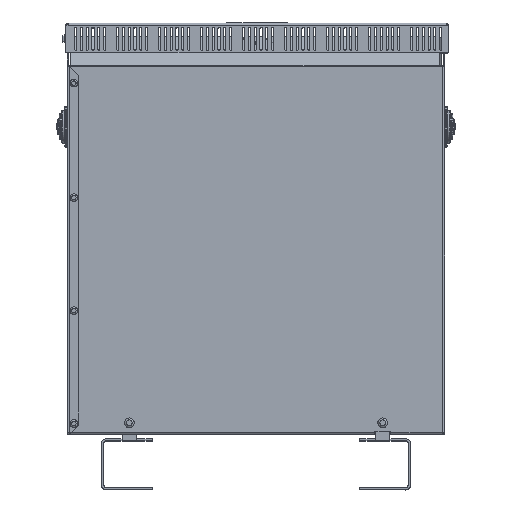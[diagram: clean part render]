
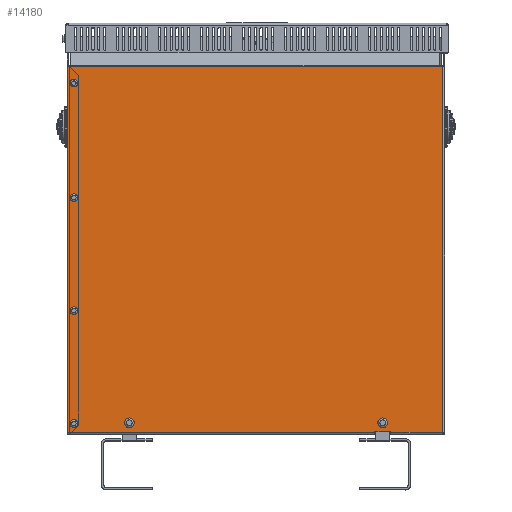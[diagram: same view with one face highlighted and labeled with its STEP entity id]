
A CAD part, top view. The second image highlights one B-rep face of the part: STEP entity #14180.
In plain terms, the highlighted planar face has unit normal (0, 0, 1).
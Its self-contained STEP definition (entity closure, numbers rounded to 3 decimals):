
#266=FACE_BOUND('',#2524,.T.);
#267=FACE_BOUND('',#2525,.T.);
#268=FACE_BOUND('',#2526,.T.);
#269=FACE_BOUND('',#2527,.T.);
#270=FACE_BOUND('',#2528,.T.);
#271=FACE_BOUND('',#2529,.T.);
#626=CIRCLE('',#15085,2.6);
#628=CIRCLE('',#15088,2.6);
#630=CIRCLE('',#15091,2.6);
#632=CIRCLE('',#15094,2.6);
#635=CIRCLE('',#15098,4.);
#637=CIRCLE('',#15101,4.);
#1685=FACE_OUTER_BOUND('',#2523,.T.);
#2523=EDGE_LOOP('',(#10095,#10096,#10097,#10098,#10099,#10100,#10101,#10102));
#2524=EDGE_LOOP('',(#10103));
#2525=EDGE_LOOP('',(#10104));
#2526=EDGE_LOOP('',(#10105));
#2527=EDGE_LOOP('',(#10106));
#2528=EDGE_LOOP('',(#10107));
#2529=EDGE_LOOP('',(#10108));
#3556=LINE('',#20966,#4899);
#3563=LINE('',#20982,#4906);
#3569=LINE('',#20997,#4912);
#3575=LINE('',#21010,#4918);
#3578=LINE('',#21019,#4921);
#3677=LINE('',#21276,#5020);
#3698=LINE('',#21327,#5041);
#3699=LINE('',#21331,#5042);
#4899=VECTOR('',#16683,10.);
#4906=VECTOR('',#16694,10.);
#4912=VECTOR('',#16706,10.);
#4918=VECTOR('',#16716,10.);
#4921=VECTOR('',#16725,10.);
#5020=VECTOR('',#16980,10.);
#5041=VECTOR('',#17053,10.);
#5042=VECTOR('',#17060,10.);
#6260=VERTEX_POINT('',#20932);
#6262=VERTEX_POINT('',#20937);
#6264=VERTEX_POINT('',#20942);
#6266=VERTEX_POINT('',#20947);
#6269=VERTEX_POINT('',#20954);
#6271=VERTEX_POINT('',#20959);
#6272=VERTEX_POINT('',#20962);
#6274=VERTEX_POINT('',#20965);
#6281=VERTEX_POINT('',#20981);
#6283=VERTEX_POINT('',#20986);
#6292=VERTEX_POINT('',#21009);
#6295=VERTEX_POINT('',#21017);
#6323=VERTEX_POINT('',#21110);
#6375=VERTEX_POINT('',#21275);
#7631=EDGE_CURVE('',#6260,#6260,#626,.T.);
#7633=EDGE_CURVE('',#6262,#6262,#628,.T.);
#7635=EDGE_CURVE('',#6264,#6264,#630,.T.);
#7637=EDGE_CURVE('',#6266,#6266,#632,.T.);
#7640=EDGE_CURVE('',#6269,#6269,#635,.T.);
#7642=EDGE_CURVE('',#6271,#6271,#637,.T.);
#7644=EDGE_CURVE('',#6274,#6272,#3556,.T.);
#7652=EDGE_CURVE('',#6281,#6274,#3563,.T.);
#7660=EDGE_CURVE('',#6283,#6281,#3569,.T.);
#7666=EDGE_CURVE('',#6292,#6283,#3575,.T.);
#7671=EDGE_CURVE('',#6272,#6295,#3578,.T.);
#7799=EDGE_CURVE('',#6292,#6375,#3677,.T.);
#7824=EDGE_CURVE('',#6323,#6375,#3698,.T.);
#7826=EDGE_CURVE('',#6295,#6323,#3699,.T.);
#10095=ORIENTED_EDGE('',*,*,#7644,.T.);
#10096=ORIENTED_EDGE('',*,*,#7671,.T.);
#10097=ORIENTED_EDGE('',*,*,#7826,.T.);
#10098=ORIENTED_EDGE('',*,*,#7824,.T.);
#10099=ORIENTED_EDGE('',*,*,#7799,.F.);
#10100=ORIENTED_EDGE('',*,*,#7666,.T.);
#10101=ORIENTED_EDGE('',*,*,#7660,.T.);
#10102=ORIENTED_EDGE('',*,*,#7652,.T.);
#10103=ORIENTED_EDGE('',*,*,#7631,.T.);
#10104=ORIENTED_EDGE('',*,*,#7633,.T.);
#10105=ORIENTED_EDGE('',*,*,#7635,.T.);
#10106=ORIENTED_EDGE('',*,*,#7637,.T.);
#10107=ORIENTED_EDGE('',*,*,#7640,.T.);
#10108=ORIENTED_EDGE('',*,*,#7642,.T.);
#13705=PLANE('',#15221);
#14180=ADVANCED_FACE('',(#1685,#266,#267,#268,#269,#270,#271),#13705,.T.);
#15085=AXIS2_PLACEMENT_3D('',#20933,#16645,#16646);
#15088=AXIS2_PLACEMENT_3D('',#20938,#16651,#16652);
#15091=AXIS2_PLACEMENT_3D('',#20943,#16657,#16658);
#15094=AXIS2_PLACEMENT_3D('',#20948,#16663,#16664);
#15098=AXIS2_PLACEMENT_3D('',#20955,#16671,#16672);
#15101=AXIS2_PLACEMENT_3D('',#20960,#16677,#16678);
#15221=AXIS2_PLACEMENT_3D('',#21332,#17061,#17062);
#16645=DIRECTION('center_axis',(0.,0.,-1.));
#16646=DIRECTION('ref_axis',(1.,0.,0.));
#16651=DIRECTION('center_axis',(0.,0.,-1.));
#16652=DIRECTION('ref_axis',(1.,0.,0.));
#16657=DIRECTION('center_axis',(0.,0.,-1.));
#16658=DIRECTION('ref_axis',(1.,0.,0.));
#16663=DIRECTION('center_axis',(0.,0.,-1.));
#16664=DIRECTION('ref_axis',(1.,0.,0.));
#16671=DIRECTION('center_axis',(0.,0.,-1.));
#16672=DIRECTION('ref_axis',(-1.,0.,0.));
#16677=DIRECTION('center_axis',(0.,0.,-1.));
#16678=DIRECTION('ref_axis',(-1.,0.,0.));
#16683=DIRECTION('',(0.,-1.,0.));
#16694=DIRECTION('',(1.,0.,0.));
#16706=DIRECTION('',(0.,1.,0.));
#16716=DIRECTION('',(1.,0.,0.));
#16725=DIRECTION('',(1.,0.,0.));
#16980=DIRECTION('',(0.,1.,0.));
#17053=DIRECTION('',(-1.,0.,0.));
#17060=DIRECTION('',(0.,1.,0.));
#17061=DIRECTION('center_axis',(0.,0.,1.));
#17062=DIRECTION('ref_axis',(1.,0.,0.));
#20932=CARTESIAN_POINT('',(6.4,485.,1.5));
#20933=CARTESIAN_POINT('Origin',(9.,485.,1.5));
#20937=CARTESIAN_POINT('',(6.4,327.,1.5));
#20938=CARTESIAN_POINT('Origin',(9.,327.,1.5));
#20942=CARTESIAN_POINT('',(6.4,171.,1.5));
#20943=CARTESIAN_POINT('Origin',(9.,171.,1.5));
#20947=CARTESIAN_POINT('',(6.4,15.,1.5));
#20948=CARTESIAN_POINT('Origin',(9.,15.,1.5));
#20954=CARTESIAN_POINT('',(439.5,16.,1.5));
#20955=CARTESIAN_POINT('Origin',(435.5,16.,1.5));
#20959=CARTESIAN_POINT('',(89.5,16.,1.5));
#20960=CARTESIAN_POINT('Origin',(85.5,16.,1.5));
#20962=CARTESIAN_POINT('',(446.5,3.,1.5));
#20965=CARTESIAN_POINT('',(446.5,3.6,1.5));
#20966=CARTESIAN_POINT('',(446.5,128.625,1.5));
#20981=CARTESIAN_POINT('',(424.5,3.6,1.5));
#20982=CARTESIAN_POINT('',(353.5,3.6,1.5));
#20986=CARTESIAN_POINT('',(424.5,3.,1.5));
#20997=CARTESIAN_POINT('',(424.5,128.925,1.5));
#21009=CARTESIAN_POINT('',(0.,3.,1.5));
#21010=CARTESIAN_POINT('',(130.25,3.,1.5));
#21017=CARTESIAN_POINT('',(518.,3.,1.5));
#21019=CARTESIAN_POINT('',(130.25,3.,1.5));
#21110=CARTESIAN_POINT('',(518.,507.696,1.5));
#21275=CARTESIAN_POINT('',(0.,507.696,1.5));
#21276=CARTESIAN_POINT('',(0.,508.5,1.5));
#21327=CARTESIAN_POINT('',(389.25,507.696,1.5));
#21331=CARTESIAN_POINT('',(518.,127.125,1.5));
#21332=CARTESIAN_POINT('Origin',(260.5,254.25,1.5));
